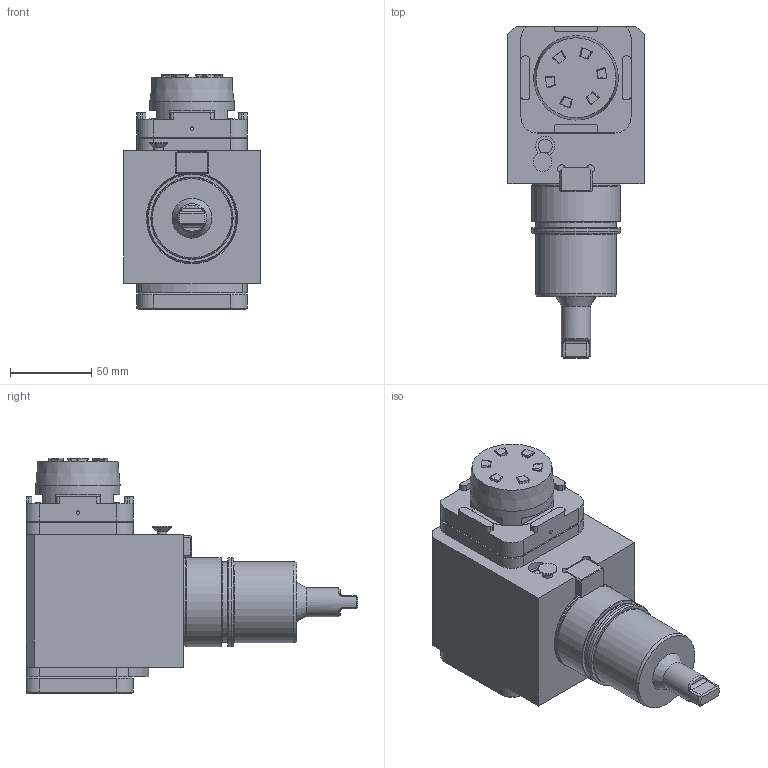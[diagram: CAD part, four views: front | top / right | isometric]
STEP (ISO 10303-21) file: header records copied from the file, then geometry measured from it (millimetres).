
FILE_DESCRIPTION (( 'STEP AP214' ), '1' );
FILE_NAME ('RRPPH32I321UN55.STEP', '2025-10-16T06:43:15', ( '' ), ( '' ), 'SwSTEP 2.0', 'SolidWorks 2023', '' );
FILE_SCHEMA (( 'AUTOMOTIVE_DESIGN' ));
Length unit declared in the file: millimetre
Products named in the file (1): RRPPH32I321UN55
Bounding box: 84 x 204.7 x 145.31 mm (x, y, z)
Volume: 1035545.5 mm3; surface area: 76485.1 mm2
Topology: 1 solids, 4 shells, 579 faces, 1512 edges, 993 vertices
Faces by surface type: plane 329, bspline 118, cylinder 98, cone 28, torus 6
Full cylindrical faces by diameter (mm): 2.55 x1, 3.15 x1, 6 x1, 8.566 x1, 9.55 x1, 11.57 x1, 12 x1, 18 x1, 49.7 x1, 50 x1, 52 x1, 54.6 x1, 55 x2, 58 x1
Entity records: 27227 total; most frequent: CARTESIAN_POINT 10428, ORIENTED_EDGE 2938, DIRECTION 2336, EDGE_CURVE 1469, VERTEX_POINT 981, LINE 938, VECTOR 938, AXIS2_PLACEMENT_3D 699
